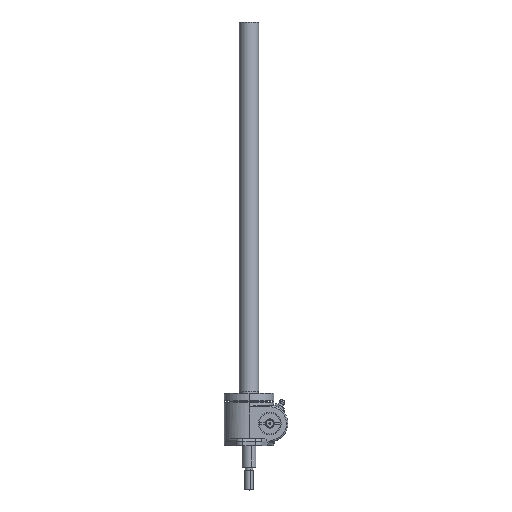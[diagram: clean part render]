
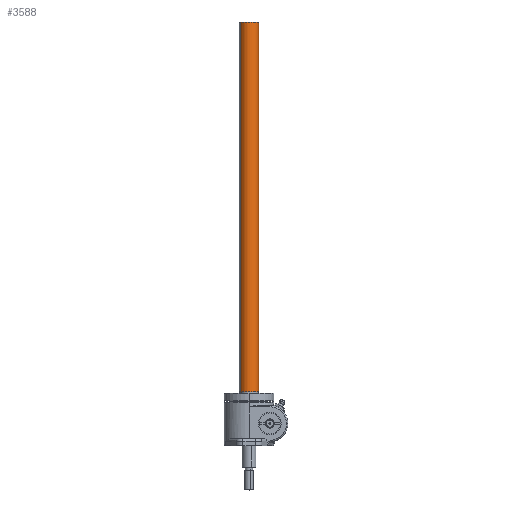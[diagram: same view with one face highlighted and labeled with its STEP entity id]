
A CAD part, top view. The second image highlights one B-rep face of the part: STEP entity #3588.
In plain terms, the highlighted cylindrical face has radius 11.113 mm (diameter 22.225 mm), a partial arc.
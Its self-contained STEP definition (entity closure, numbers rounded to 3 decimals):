
#267 = AXIS2_PLACEMENT_3D ( 'NONE', #8379, #9153, #7595 ) ;
#450 = ORIENTED_EDGE ( 'NONE', *, *, #9284, .T. ) ;
#602 = VECTOR ( 'NONE', #7090, 1000. ) ;
#1040 = ORIENTED_EDGE ( 'NONE', *, *, #3607, .F. ) ;
#1095 = AXIS2_PLACEMENT_3D ( 'NONE', #9257, #1268, #6820 ) ;
#1268 = DIRECTION ( 'NONE',  ( -1., 0., 0. ) ) ;
#1506 = LINE ( 'NONE', #6283, #5194 ) ;
#1986 = FACE_OUTER_BOUND ( 'NONE', #9375, .T. ) ;
#2225 = DIRECTION ( 'NONE',  ( -1., 0., 0. ) ) ;
#2286 = CIRCLE ( 'NONE', #1095, 11.112 ) ;
#2953 = CARTESIAN_POINT ( 'NONE',  ( 436.8, 0., -11.112 ) ) ;
#3242 = CARTESIAN_POINT ( 'NONE',  ( -131.39, 0., 11.112 ) ) ;
#3275 = EDGE_CURVE ( 'NONE', #9490, #9039, #9426, .T. ) ;
#3397 = CIRCLE ( 'NONE', #9199, 11.112 ) ;
#3455 = ORIENTED_EDGE ( 'NONE', *, *, #3275, .F. ) ;
#3551 = CYLINDRICAL_SURFACE ( 'NONE', #267, 11.112 ) ;
#3588 = ADVANCED_FACE ( 'NONE', ( #1986 ), #3551, .T. ) ;
#3607 = EDGE_CURVE ( 'NONE', #9039, #6032, #2286, .T. ) ;
#4344 = CARTESIAN_POINT ( 'NONE',  ( 12.7, 0., 11.112 ) ) ;
#5194 = VECTOR ( 'NONE', #7741, 1000. ) ;
#5328 = ORIENTED_EDGE ( 'NONE', *, *, #7911, .T. ) ;
#6032 = VERTEX_POINT ( 'NONE', #7703 ) ;
#6283 = CARTESIAN_POINT ( 'NONE',  ( -131.39, 0., -11.112 ) ) ;
#6820 = DIRECTION ( 'NONE',  ( 0., 0., 1. ) ) ;
#7090 = DIRECTION ( 'NONE',  ( -1., 0., 0. ) ) ;
#7595 = DIRECTION ( 'NONE',  ( 0., 0., 1. ) ) ;
#7703 = CARTESIAN_POINT ( 'NONE',  ( 12.7, 0., -11.112 ) ) ;
#7741 = DIRECTION ( 'NONE',  ( -1., 0., 0. ) ) ;
#7911 = EDGE_CURVE ( 'NONE', #9233, #6032, #1506, .T. ) ;
#8379 = CARTESIAN_POINT ( 'NONE',  ( -131.39, 0., 0. ) ) ;
#8606 = CARTESIAN_POINT ( 'NONE',  ( 436.8, 0., 0. ) ) ;
#9039 = VERTEX_POINT ( 'NONE', #4344 ) ;
#9153 = DIRECTION ( 'NONE',  ( -1., 0., 0. ) ) ;
#9176 = DIRECTION ( 'NONE',  ( 0., 0., 1. ) ) ;
#9199 = AXIS2_PLACEMENT_3D ( 'NONE', #8606, #2225, #9176 ) ;
#9233 = VERTEX_POINT ( 'NONE', #2953 ) ;
#9257 = CARTESIAN_POINT ( 'NONE',  ( 12.7, 0., 0. ) ) ;
#9284 = EDGE_CURVE ( 'NONE', #9490, #9233, #3397, .T. ) ;
#9375 = EDGE_LOOP ( 'NONE', ( #450, #5328, #1040, #3455 ) ) ;
#9426 = LINE ( 'NONE', #3242, #602 ) ;
#9483 = CARTESIAN_POINT ( 'NONE',  ( 436.8, 0., 11.112 ) ) ;
#9490 = VERTEX_POINT ( 'NONE', #9483 ) ;
